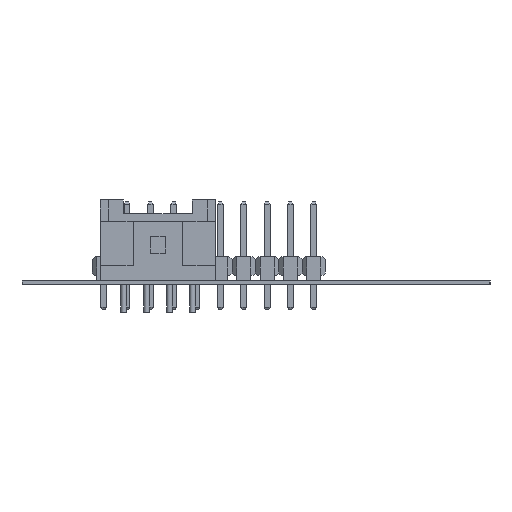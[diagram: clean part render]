
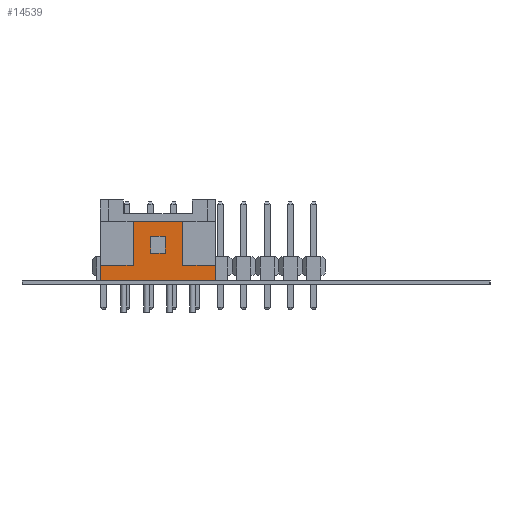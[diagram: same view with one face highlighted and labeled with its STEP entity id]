
A CAD part, left-side view. The second image highlights one B-rep face of the part: STEP entity #14539.
In plain terms, the highlighted face is planar.
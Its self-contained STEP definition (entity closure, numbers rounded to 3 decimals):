
#14101 = VERTEX_POINT('',#14102);
#14102 = CARTESIAN_POINT('',(5.45,-1.,-3.));
#14108 = EDGE_CURVE('',#14109,#14101,#14111,.T.);
#14109 = VERTEX_POINT('',#14110);
#14110 = CARTESIAN_POINT('',(7.05,-1.,-3.));
#14111 = LINE('',#14112,#14113);
#14112 = CARTESIAN_POINT('',(2.725,-1.,-3.));
#14113 = VECTOR('',#14114,1.);
#14114 = DIRECTION('',(-1.,0.,0.));
#14139 = VERTEX_POINT('',#14140);
#14140 = CARTESIAN_POINT('',(5.45,-1.,-4.839));
#14146 = EDGE_CURVE('',#14101,#14139,#14147,.T.);
#14147 = LINE('',#14148,#14149);
#14148 = CARTESIAN_POINT('',(5.45,-1.,-2.42));
#14149 = VECTOR('',#14150,1.);
#14150 = DIRECTION('',(0.,0.,-1.));
#14170 = VERTEX_POINT('',#14171);
#14171 = CARTESIAN_POINT('',(7.05,-1.,-4.839));
#14177 = EDGE_CURVE('',#14139,#14170,#14178,.T.);
#14178 = LINE('',#14179,#14180);
#14179 = CARTESIAN_POINT('',(3.525,-1.,-4.839));
#14180 = VECTOR('',#14181,1.);
#14181 = DIRECTION('',(1.,0.,0.));
#14199 = EDGE_CURVE('',#14170,#14109,#14200,.T.);
#14200 = LINE('',#14201,#14202);
#14201 = CARTESIAN_POINT('',(7.05,-1.,-1.5));
#14202 = VECTOR('',#14203,1.);
#14203 = DIRECTION('',(0.,0.,1.));
#14539 = ADVANCED_FACE('',(#14540,#14606),#14612,.T.);
#14540 = FACE_BOUND('',#14541,.T.);
#14541 = EDGE_LOOP('',(#14542,#14552,#14560,#14568,#14576,#14584,#14592,
    #14600));
#14542 = ORIENTED_EDGE('',*,*,#14543,.T.);
#14543 = EDGE_CURVE('',#14544,#14546,#14548,.T.);
#14544 = VERTEX_POINT('',#14545);
#14545 = CARTESIAN_POINT('',(12.5,-1.,-1.7));
#14546 = VERTEX_POINT('',#14547);
#14547 = CARTESIAN_POINT('',(8.95,-1.,-1.7));
#14548 = LINE('',#14549,#14550);
#14549 = CARTESIAN_POINT('',(6.25,-1.,-1.7));
#14550 = VECTOR('',#14551,1.);
#14551 = DIRECTION('',(-1.,0.,0.));
#14552 = ORIENTED_EDGE('',*,*,#14553,.T.);
#14553 = EDGE_CURVE('',#14546,#14554,#14556,.T.);
#14554 = VERTEX_POINT('',#14555);
#14555 = CARTESIAN_POINT('',(8.95,-1.,-6.5));
#14556 = LINE('',#14557,#14558);
#14557 = CARTESIAN_POINT('',(8.95,-1.,-2.3));
#14558 = VECTOR('',#14559,1.);
#14559 = DIRECTION('',(0.,0.,-1.));
#14560 = ORIENTED_EDGE('',*,*,#14561,.T.);
#14561 = EDGE_CURVE('',#14554,#14562,#14564,.T.);
#14562 = VERTEX_POINT('',#14563);
#14563 = CARTESIAN_POINT('',(3.55,-1.,-6.5));
#14564 = LINE('',#14565,#14566);
#14565 = CARTESIAN_POINT('',(4.9,-1.,-6.5));
#14566 = VECTOR('',#14567,1.);
#14567 = DIRECTION('',(-1.,0.,0.));
#14568 = ORIENTED_EDGE('',*,*,#14569,.F.);
#14569 = EDGE_CURVE('',#14570,#14562,#14572,.T.);
#14570 = VERTEX_POINT('',#14571);
#14571 = CARTESIAN_POINT('',(3.55,-1.,-1.7));
#14572 = LINE('',#14573,#14574);
#14573 = CARTESIAN_POINT('',(3.55,-1.,-2.3));
#14574 = VECTOR('',#14575,1.);
#14575 = DIRECTION('',(0.,0.,-1.));
#14576 = ORIENTED_EDGE('',*,*,#14577,.T.);
#14577 = EDGE_CURVE('',#14570,#14578,#14580,.T.);
#14578 = VERTEX_POINT('',#14579);
#14579 = CARTESIAN_POINT('',(0.,-1.,-1.7));
#14580 = LINE('',#14581,#14582);
#14581 = CARTESIAN_POINT('',(6.025,-1.,-1.7));
#14582 = VECTOR('',#14583,1.);
#14583 = DIRECTION('',(-1.,0.,0.));
#14584 = ORIENTED_EDGE('',*,*,#14585,.F.);
#14585 = EDGE_CURVE('',#14586,#14578,#14588,.T.);
#14586 = VERTEX_POINT('',#14587);
#14587 = CARTESIAN_POINT('',(0.,-1.,0.));
#14588 = LINE('',#14589,#14590);
#14589 = CARTESIAN_POINT('',(0.,-1.,0.));
#14590 = VECTOR('',#14591,1.);
#14591 = DIRECTION('',(0.,0.,-1.));
#14592 = ORIENTED_EDGE('',*,*,#14593,.T.);
#14593 = EDGE_CURVE('',#14586,#14594,#14596,.T.);
#14594 = VERTEX_POINT('',#14595);
#14595 = CARTESIAN_POINT('',(12.5,-1.,0.));
#14596 = LINE('',#14597,#14598);
#14597 = CARTESIAN_POINT('',(0.,-1.,0.));
#14598 = VECTOR('',#14599,1.);
#14599 = DIRECTION('',(1.,0.,0.));
#14600 = ORIENTED_EDGE('',*,*,#14601,.T.);
#14601 = EDGE_CURVE('',#14594,#14544,#14602,.T.);
#14602 = LINE('',#14603,#14604);
#14603 = CARTESIAN_POINT('',(12.5,-1.,0.));
#14604 = VECTOR('',#14605,1.);
#14605 = DIRECTION('',(0.,0.,-1.));
#14606 = FACE_BOUND('',#14607,.T.);
#14607 = EDGE_LOOP('',(#14608,#14609,#14610,#14611));
#14608 = ORIENTED_EDGE('',*,*,#14108,.T.);
#14609 = ORIENTED_EDGE('',*,*,#14146,.T.);
#14610 = ORIENTED_EDGE('',*,*,#14177,.T.);
#14611 = ORIENTED_EDGE('',*,*,#14199,.T.);
#14612 = PLANE('',#14613);
#14613 = AXIS2_PLACEMENT_3D('',#14614,#14615,#14616);
#14614 = CARTESIAN_POINT('',(0.,-1.,0.));
#14615 = DIRECTION('',(0.,1.,0.));
#14616 = DIRECTION('',(1.,0.,0.));
